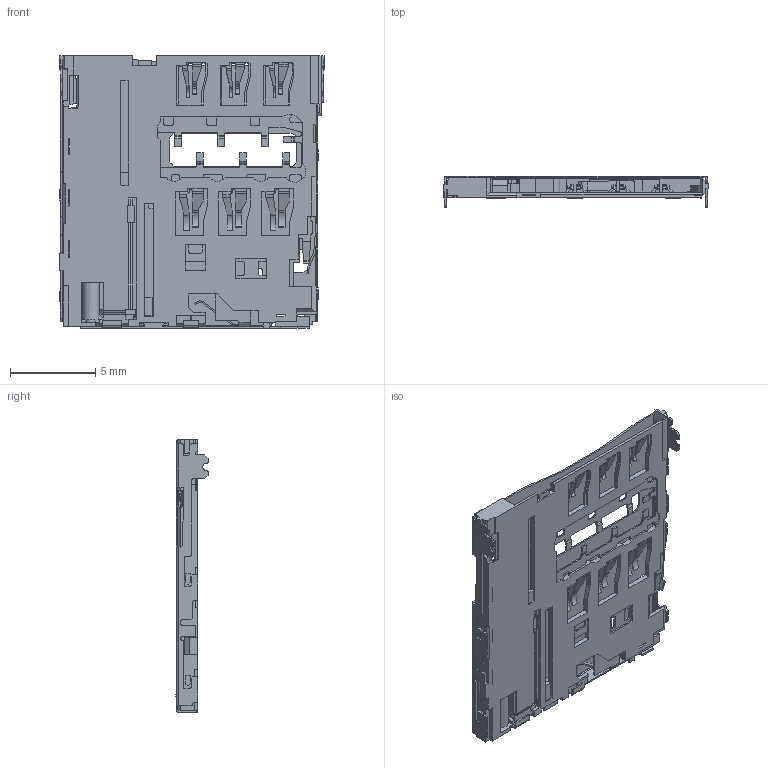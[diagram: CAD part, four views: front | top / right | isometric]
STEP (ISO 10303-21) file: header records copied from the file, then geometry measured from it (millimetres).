
FILE_DESCRIPTION((''),'2;1');
FILE_NAME('C-2822541-1','2016-12-14T',('workeradm'),('Tyco Electronics Ltd.'),'CREO PARAMETRIC BY PTC INC, 2016050','CREO PARAMETRIC BY PTC INC, 2016050','');
FILE_SCHEMA(('AUTOMOTIVE_DESIGN { 1 0 10303 214 1 1 1 1 }'));
Length unit declared in the file: millimetre
Products named in the file (1): C-2822541-1
Bounding box: 15.49 x 1.89 x 16 mm (x, y, z)
Volume: 91.1 mm3; surface area: 1046.8 mm2
Topology: 1 solids, 1 shells, 1464 faces, 4452 edges, 2921 vertices
Faces by surface type: plane 1025, cylinder 432, torus 4, cone 3
Entity records: 49947 total; most frequent: CARTESIAN_POINT 8982, ORIENTED_EDGE 8904, DIRECTION 8242, EDGE_CURVE 4452, VECTOR 3506, LINE 3506, VERTEX_POINT 2921, AXIS2_PLACEMENT_3D 2368
